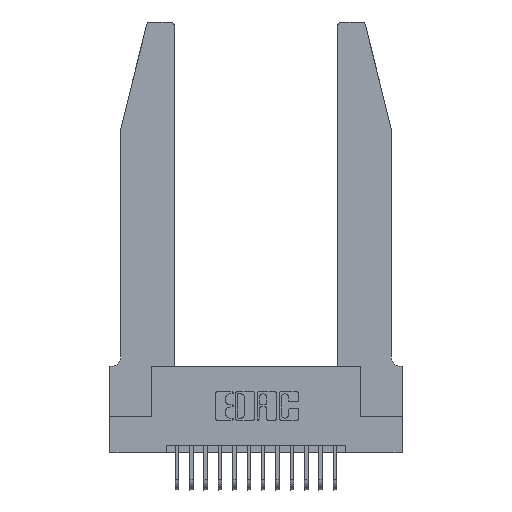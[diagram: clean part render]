
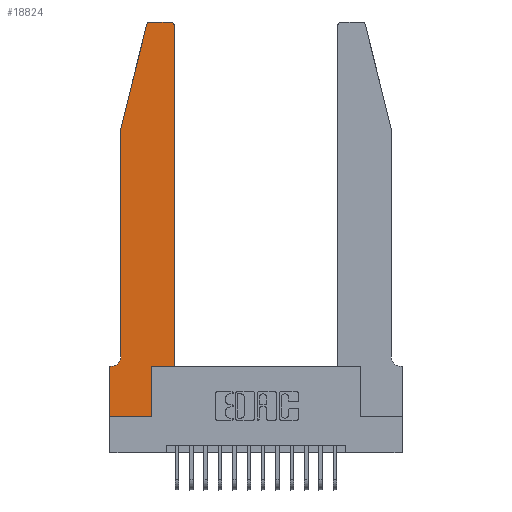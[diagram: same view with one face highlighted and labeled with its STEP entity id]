
A CAD part, top view. The second image highlights one B-rep face of the part: STEP entity #18824.
In plain terms, the highlighted planar face has unit normal (0, 0, 1).
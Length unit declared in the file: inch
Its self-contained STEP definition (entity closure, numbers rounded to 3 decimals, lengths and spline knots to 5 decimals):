
#213 = LINE ( 'NONE', #9099, #12988 ) ;
#258 = VERTEX_POINT ( 'NONE', #11890 ) ;
#659 = EDGE_CURVE ( 'NONE', #9982, #10217, #12588, .T. ) ;
#771 = DIRECTION ( 'NONE',  ( -1., 0., 0. ) ) ;
#1186 = CARTESIAN_POINT ( 'NONE',  ( 0.25487, 2.72718, 0.37 ) ) ;
#1244 = ORIENTED_EDGE ( 'NONE', *, *, #17707, .T. ) ;
#1328 = VERTEX_POINT ( 'NONE', #9381 ) ;
#1449 = CARTESIAN_POINT ( 'NONE',  ( 0.0755, 2., 0.37 ) ) ;
#1526 = EDGE_CURVE ( 'NONE', #18981, #6455, #6780, .T. ) ;
#1887 = EDGE_CURVE ( 'NONE', #12629, #16555, #9456, .T. ) ;
#2265 = EDGE_CURVE ( 'NONE', #11472, #1328, #11385, .T. ) ;
#2452 = DIRECTION ( 'NONE',  ( 1., 0., 0. ) ) ;
#2480 = DIRECTION ( 'NONE',  ( -1., 0., 0. ) ) ;
#2985 = VECTOR ( 'NONE', #6011, 39.37008 ) ;
#3984 = ORIENTED_EDGE ( 'NONE', *, *, #7332, .T. ) ;
#4073 = LINE ( 'NONE', #15306, #6497 ) ;
#4496 = ORIENTED_EDGE ( 'NONE', *, *, #18659, .T. ) ;
#4751 = CARTESIAN_POINT ( 'NONE',  ( 0.4505, 2.72, 0.37 ) ) ;
#5425 = AXIS2_PLACEMENT_3D ( 'NONE', #15764, #8584, #771 ) ;
#5674 = PLANE ( 'NONE',  #15190 ) ;
#5942 = CARTESIAN_POINT ( 'NONE',  ( 0., 0.35, 0.37 ) ) ;
#5971 = VERTEX_POINT ( 'NONE', #13868 ) ;
#5995 = CARTESIAN_POINT ( 'NONE',  ( 0.284, 2.75, 0.37 ) ) ;
#6011 = DIRECTION ( 'NONE',  ( 0., -1., 0. ) ) ;
#6037 = CARTESIAN_POINT ( 'NONE',  ( 0.284, 2.72, 0.37 ) ) ;
#6049 = CARTESIAN_POINT ( 'NONE',  ( 0.4505, 0.35, 0.37 ) ) ;
#6110 = DIRECTION ( 'NONE',  ( 0., 0., 1. ) ) ;
#6238 = VERTEX_POINT ( 'NONE', #8962 ) ;
#6455 = VERTEX_POINT ( 'NONE', #16088 ) ;
#6497 = VECTOR ( 'NONE', #14573, 39.37008 ) ;
#6780 = LINE ( 'NONE', #17271, #12615 ) ;
#7332 = EDGE_CURVE ( 'NONE', #16555, #18981, #14046, .T. ) ;
#7469 = ORIENTED_EDGE ( 'NONE', *, *, #1887, .T. ) ;
#7551 = VERTEX_POINT ( 'NONE', #4751 ) ;
#7704 = LINE ( 'NONE', #18410, #8177 ) ;
#7743 = DIRECTION ( 'NONE',  ( -0.239, -0.971, 0. ) ) ;
#7899 = VECTOR ( 'NONE', #9783, 39.37008 ) ;
#7919 = EDGE_CURVE ( 'NONE', #258, #11472, #13772, .T. ) ;
#8150 = FACE_OUTER_BOUND ( 'NONE', #16653, .T. ) ;
#8177 = VECTOR ( 'NONE', #17230, 39.37008 ) ;
#8350 = ORIENTED_EDGE ( 'NONE', *, *, #13825, .T. ) ;
#8584 = DIRECTION ( 'NONE',  ( 0., 0., -1. ) ) ;
#8962 = CARTESIAN_POINT ( 'NONE',  ( 0.4205, 2.75, 0.37 ) ) ;
#9099 = CARTESIAN_POINT ( 'NONE',  ( 0.2605, 2.75, 0.37 ) ) ;
#9344 = CIRCLE ( 'NONE', #5425, 0.07 ) ;
#9381 = CARTESIAN_POINT ( 'NONE',  ( 0.2865, 0., 0.37 ) ) ;
#9456 = CIRCLE ( 'NONE', #14683, 0.03 ) ;
#9783 = DIRECTION ( 'NONE',  ( 0., 1., 0. ) ) ;
#9784 = EDGE_CURVE ( 'NONE', #6455, #5971, #9344, .T. ) ;
#9982 = VERTEX_POINT ( 'NONE', #14936 ) ;
#10054 = ORIENTED_EDGE ( 'NONE', *, *, #659, .T. ) ;
#10153 = CARTESIAN_POINT ( 'NONE',  ( 0.4505, 0.35, 0.37 ) ) ;
#10217 = VERTEX_POINT ( 'NONE', #6049 ) ;
#10324 = ORIENTED_EDGE ( 'NONE', *, *, #16981, .T. ) ;
#10408 = VECTOR ( 'NONE', #17774, 39.37008 ) ;
#11158 = VECTOR ( 'NONE', #19194, 39.37008 ) ;
#11172 = CARTESIAN_POINT ( 'NONE',  ( 0.0755, 2., 0.37 ) ) ;
#11385 = LINE ( 'NONE', #14668, #11158 ) ;
#11472 = VERTEX_POINT ( 'NONE', #17412 ) ;
#11890 = CARTESIAN_POINT ( 'NONE',  ( 0., 0.35, 0.37 ) ) ;
#12117 = ORIENTED_EDGE ( 'NONE', *, *, #19247, .T. ) ;
#12588 = LINE ( 'NONE', #10153, #10408 ) ;
#12615 = VECTOR ( 'NONE', #14130, 39.37008 ) ;
#12629 = VERTEX_POINT ( 'NONE', #5995 ) ;
#12747 = ORIENTED_EDGE ( 'NONE', *, *, #1526, .T. ) ;
#12824 = CARTESIAN_POINT ( 'NONE',  ( 0.2865, 0.35, 0.37 ) ) ;
#12988 = VECTOR ( 'NONE', #2480, 39.37008 ) ;
#13772 = LINE ( 'NONE', #18213, #2985 ) ;
#13825 = EDGE_CURVE ( 'NONE', #6238, #12629, #213, .T. ) ;
#13868 = CARTESIAN_POINT ( 'NONE',  ( 0.0055, 0.35, 0.37 ) ) ;
#14046 = LINE ( 'NONE', #1449, #15461 ) ;
#14127 = ORIENTED_EDGE ( 'NONE', *, *, #7919, .T. ) ;
#14130 = DIRECTION ( 'NONE',  ( 0., -1., 0. ) ) ;
#14573 = DIRECTION ( 'NONE',  ( -1., 0., 0. ) ) ;
#14668 = CARTESIAN_POINT ( 'NONE',  ( 0., 0., 0.37 ) ) ;
#14673 = ORIENTED_EDGE ( 'NONE', *, *, #9784, .T. ) ;
#14683 = AXIS2_PLACEMENT_3D ( 'NONE', #6037, #6110, #19814 ) ;
#14936 = CARTESIAN_POINT ( 'NONE',  ( 0.2865, 0.35, 0.37 ) ) ;
#15076 = DIRECTION ( 'NONE',  ( 0., 0., 1. ) ) ;
#15190 = AXIS2_PLACEMENT_3D ( 'NONE', #5942, #15076, #17157 ) ;
#15306 = CARTESIAN_POINT ( 'NONE',  ( 0.0755, 0.35, 0.37 ) ) ;
#15385 = ORIENTED_EDGE ( 'NONE', *, *, #2265, .T. ) ;
#15461 = VECTOR ( 'NONE', #7743, 39.37008 ) ;
#15764 = CARTESIAN_POINT ( 'NONE',  ( 0.0055, 0.42, 0.37 ) ) ;
#15795 = LINE ( 'NONE', #12824, #7899 ) ;
#15975 = AXIS2_PLACEMENT_3D ( 'NONE', #17293, #19058, #2452 ) ;
#16088 = CARTESIAN_POINT ( 'NONE',  ( 0.0755, 0.42, 0.37 ) ) ;
#16535 = CIRCLE ( 'NONE', #15975, 0.03 ) ;
#16555 = VERTEX_POINT ( 'NONE', #1186 ) ;
#16653 = EDGE_LOOP ( 'NONE', ( #8350, #7469, #3984, #12747, #14673, #1244, #14127, #15385, #12117, #10054, #10324, #4496 ) ) ;
#16981 = EDGE_CURVE ( 'NONE', #10217, #7551, #7704, .T. ) ;
#17157 = DIRECTION ( 'NONE',  ( 1., 0., 0. ) ) ;
#17230 = DIRECTION ( 'NONE',  ( 0., 1., 0. ) ) ;
#17271 = CARTESIAN_POINT ( 'NONE',  ( 0.0755, 2., 0.37 ) ) ;
#17293 = CARTESIAN_POINT ( 'NONE',  ( 0.4205, 2.72, 0.37 ) ) ;
#17412 = CARTESIAN_POINT ( 'NONE',  ( 0., 0., 0.37 ) ) ;
#17707 = EDGE_CURVE ( 'NONE', #5971, #258, #4073, .T. ) ;
#17774 = DIRECTION ( 'NONE',  ( 1., 0., 0. ) ) ;
#18213 = CARTESIAN_POINT ( 'NONE',  ( 0., 0., 0.37 ) ) ;
#18410 = CARTESIAN_POINT ( 'NONE',  ( 0.4505, 0.35, 0.37 ) ) ;
#18659 = EDGE_CURVE ( 'NONE', #7551, #6238, #16535, .T. ) ;
#18824 = ADVANCED_FACE ( 'NONE', ( #8150 ), #5674, .T. ) ;
#18981 = VERTEX_POINT ( 'NONE', #11172 ) ;
#19058 = DIRECTION ( 'NONE',  ( 0., 0., 1. ) ) ;
#19194 = DIRECTION ( 'NONE',  ( 1., 0., 0. ) ) ;
#19247 = EDGE_CURVE ( 'NONE', #1328, #9982, #15795, .T. ) ;
#19814 = DIRECTION ( 'NONE',  ( 1., 0., 0. ) ) ;
